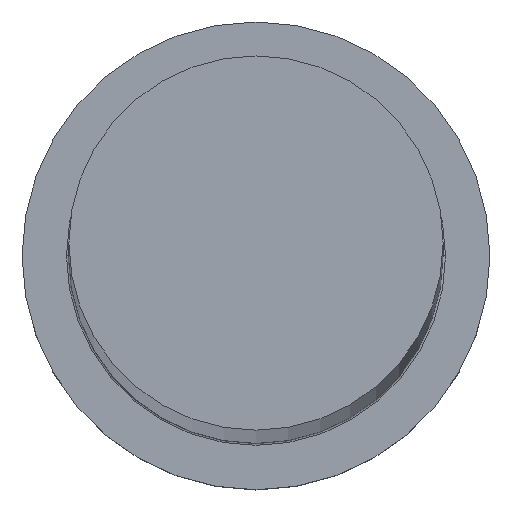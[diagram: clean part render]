
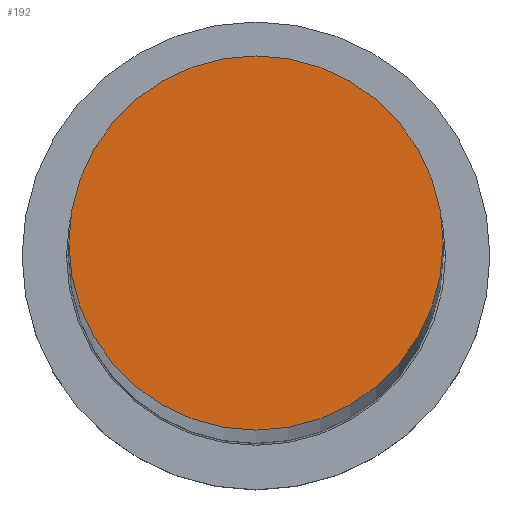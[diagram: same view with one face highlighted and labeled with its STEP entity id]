
A CAD part, top view. The second image highlights one B-rep face of the part: STEP entity #192.
In plain terms, the highlighted planar face has unit normal (0, 0, 1).
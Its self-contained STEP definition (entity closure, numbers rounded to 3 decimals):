
#7 = EDGE_LOOP ( 'NONE', ( #224, #18 ) ) ;
#18 = ORIENTED_EDGE ( 'NONE', *, *, #170, .T. ) ;
#23 = CARTESIAN_POINT ( 'NONE',  ( 16., 0., 640. ) ) ;
#42 = DIRECTION ( 'NONE',  ( 0., 0., 1. ) ) ;
#57 = CIRCLE ( 'NONE', #273, 16. ) ;
#66 = DIRECTION ( 'NONE',  ( 1., 0., 0. ) ) ;
#86 = CARTESIAN_POINT ( 'NONE',  ( -16., 0., 640. ) ) ;
#101 = EDGE_CURVE ( 'NONE', #190, #164, #278, .T. ) ;
#111 = DIRECTION ( 'NONE',  ( 1., 0., 0. ) ) ;
#136 = DIRECTION ( 'NONE',  ( 1., 0., 0. ) ) ;
#164 = VERTEX_POINT ( 'NONE', #23 ) ;
#170 = EDGE_CURVE ( 'NONE', #164, #190, #57, .T. ) ;
#173 = FACE_OUTER_BOUND ( 'NONE', #7, .T. ) ;
#190 = VERTEX_POINT ( 'NONE', #86 ) ;
#191 = CARTESIAN_POINT ( 'NONE',  ( 0., 0., 640. ) ) ;
#192 = ADVANCED_FACE ( 'NONE', ( #173 ), #284, .T. ) ;
#212 = AXIS2_PLACEMENT_3D ( 'NONE', #282, #42, #66 ) ;
#224 = ORIENTED_EDGE ( 'NONE', *, *, #101, .T. ) ;
#235 = DIRECTION ( 'NONE',  ( 0., 0., 1. ) ) ;
#271 = AXIS2_PLACEMENT_3D ( 'NONE', #191, #293, #136 ) ;
#273 = AXIS2_PLACEMENT_3D ( 'NONE', #281, #235, #111 ) ;
#278 = CIRCLE ( 'NONE', #271, 16. ) ;
#281 = CARTESIAN_POINT ( 'NONE',  ( 0., 0., 640. ) ) ;
#282 = CARTESIAN_POINT ( 'NONE',  ( 0., 0., 640. ) ) ;
#284 = PLANE ( 'NONE',  #212 ) ;
#293 = DIRECTION ( 'NONE',  ( 0., 0., 1. ) ) ;
